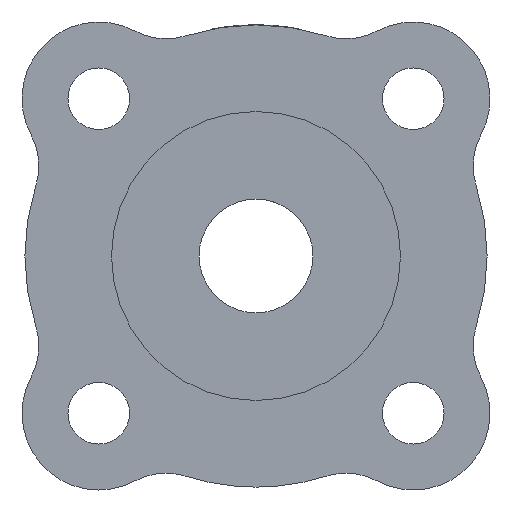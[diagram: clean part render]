
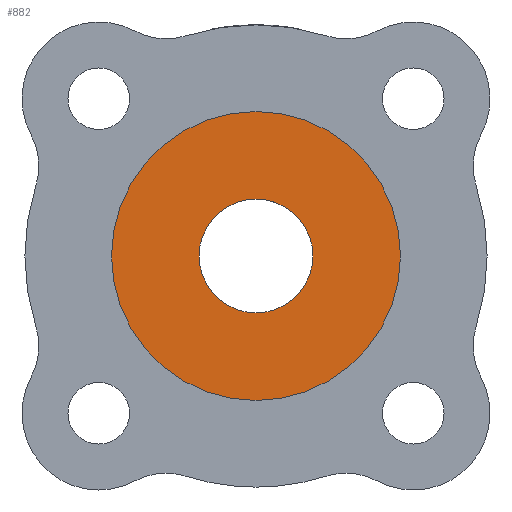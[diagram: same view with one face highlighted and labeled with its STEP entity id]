
A CAD part, front view. The second image highlights one B-rep face of the part: STEP entity #882.
In plain terms, the highlighted planar face has unit normal (0, -1, 0).
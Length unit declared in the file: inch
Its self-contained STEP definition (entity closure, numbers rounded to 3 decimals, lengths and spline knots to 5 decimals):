
#82 = DIRECTION ( 'NONE',  ( 0., 1., 0. ) ) ;
#125 = CIRCLE ( 'NONE', #303, 0.25 ) ;
#203 = CARTESIAN_POINT ( 'NONE',  ( 0., 0., 0.09843 ) ) ;
#235 = AXIS2_PLACEMENT_3D ( 'NONE', #590, #1383, #703 ) ;
#266 = CIRCLE ( 'NONE', #235, 0.09843 ) ;
#300 = AXIS2_PLACEMENT_3D ( 'NONE', #1203, #546, #1333 ) ;
#303 = AXIS2_PLACEMENT_3D ( 'NONE', #773, #82, #863 ) ;
#357 = VERTEX_POINT ( 'NONE', #203 ) ;
#360 = CARTESIAN_POINT ( 'NONE',  ( 0., 0., 0. ) ) ;
#371 = DIRECTION ( 'NONE',  ( 0., 1., 0. ) ) ;
#375 = VERTEX_POINT ( 'NONE', #441 ) ;
#414 = ORIENTED_EDGE ( 'NONE', *, *, #1097, .T. ) ;
#433 = CIRCLE ( 'NONE', #300, 0.09843 ) ;
#441 = CARTESIAN_POINT ( 'NONE',  ( 0., 0., 0.25 ) ) ;
#449 = EDGE_LOOP ( 'NONE', ( #1418, #1269 ) ) ;
#499 = CARTESIAN_POINT ( 'NONE',  ( 0., 0., -0.09843 ) ) ;
#502 = EDGE_LOOP ( 'NONE', ( #1136, #414 ) ) ;
#546 = DIRECTION ( 'NONE',  ( 0., 1., 0. ) ) ;
#554 = VERTEX_POINT ( 'NONE', #766 ) ;
#590 = CARTESIAN_POINT ( 'NONE',  ( 0., 0., 0. ) ) ;
#629 = DIRECTION ( 'NONE',  ( 0., 1., 0. ) ) ;
#655 = CIRCLE ( 'NONE', #1479, 0.25 ) ;
#703 = DIRECTION ( 'NONE',  ( 0., 0., 1. ) ) ;
#766 = CARTESIAN_POINT ( 'NONE',  ( 0., 0., -0.25 ) ) ;
#773 = CARTESIAN_POINT ( 'NONE',  ( 0., 0., 0. ) ) ;
#812 = PLANE ( 'NONE',  #1474 ) ;
#852 = FACE_OUTER_BOUND ( 'NONE', #449, .T. ) ;
#863 = DIRECTION ( 'NONE',  ( 0., 0., 1. ) ) ;
#882 = ADVANCED_FACE ( 'NONE', ( #1093, #852 ), #812, .F. ) ;
#952 = VERTEX_POINT ( 'NONE', #499 ) ;
#967 = EDGE_CURVE ( 'NONE', #375, #554, #655, .T. ) ;
#1093 = FACE_BOUND ( 'NONE', #502, .T. ) ;
#1097 = EDGE_CURVE ( 'NONE', #952, #357, #266, .T. ) ;
#1136 = ORIENTED_EDGE ( 'NONE', *, *, #1165, .T. ) ;
#1154 = DIRECTION ( 'NONE',  ( 0., 0., 1. ) ) ;
#1165 = EDGE_CURVE ( 'NONE', #357, #952, #433, .T. ) ;
#1167 = EDGE_CURVE ( 'NONE', #554, #375, #125, .T. ) ;
#1203 = CARTESIAN_POINT ( 'NONE',  ( 0., 0., 0. ) ) ;
#1269 = ORIENTED_EDGE ( 'NONE', *, *, #967, .F. ) ;
#1298 = CARTESIAN_POINT ( 'NONE',  ( 0., 0., 0. ) ) ;
#1333 = DIRECTION ( 'NONE',  ( 0., 0., 1. ) ) ;
#1383 = DIRECTION ( 'NONE',  ( 0., 1., 0. ) ) ;
#1418 = ORIENTED_EDGE ( 'NONE', *, *, #1167, .F. ) ;
#1430 = DIRECTION ( 'NONE',  ( 0., 0., 1. ) ) ;
#1474 = AXIS2_PLACEMENT_3D ( 'NONE', #360, #371, #1154 ) ;
#1479 = AXIS2_PLACEMENT_3D ( 'NONE', #1298, #629, #1430 ) ;
